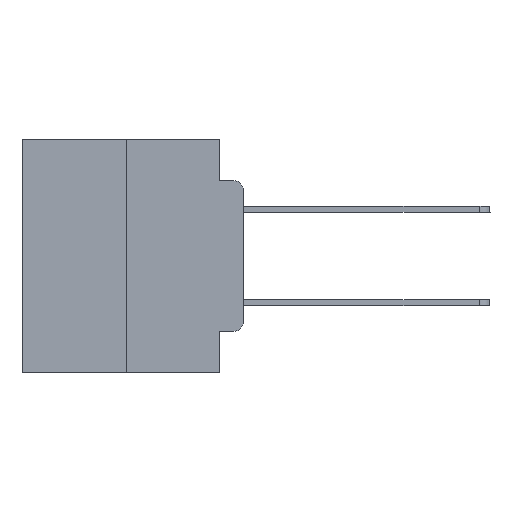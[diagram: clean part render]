
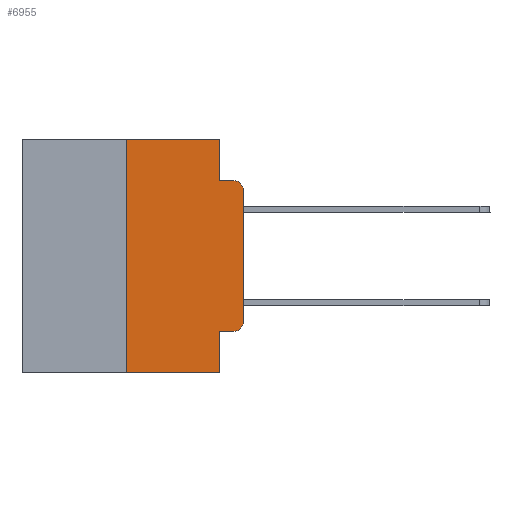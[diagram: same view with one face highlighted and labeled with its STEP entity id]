
A CAD part, left-side view. The second image highlights one B-rep face of the part: STEP entity #6955.
In plain terms, the highlighted planar face has unit normal (-1, 0, 0).
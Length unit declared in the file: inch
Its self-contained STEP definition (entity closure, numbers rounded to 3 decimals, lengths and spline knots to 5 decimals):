
#443 = EDGE_CURVE ( 'NONE', #20399, #11277, #1141, .T. ) ;
#562 = DIRECTION ( 'NONE',  ( -1., 0., 0. ) ) ;
#670 = LINE ( 'NONE', #1756, #22179 ) ;
#869 = ORIENTED_EDGE ( 'NONE', *, *, #443, .F. ) ;
#1141 = LINE ( 'NONE', #9127, #12192 ) ;
#1756 = CARTESIAN_POINT ( 'NONE',  ( 0., 0.051, -0.4115 ) ) ;
#1987 = EDGE_CURVE ( 'NONE', #10990, #10459, #8866, .T. ) ;
#2335 = ORIENTED_EDGE ( 'NONE', *, *, #7927, .T. ) ;
#2390 = CARTESIAN_POINT ( 'NONE',  ( 0., 0.473, -0.5 ) ) ;
#2881 = CARTESIAN_POINT ( 'NONE',  ( 0., 0.473, 0. ) ) ;
#3200 = DIRECTION ( 'NONE',  ( 0., 0., 1. ) ) ;
#3375 = DIRECTION ( 'NONE',  ( 0., 0., 1. ) ) ;
#3734 = DIRECTION ( 'NONE',  ( 0., -1., 0. ) ) ;
#3809 = VECTOR ( 'NONE', #3200, 39.37008 ) ;
#4590 = VERTEX_POINT ( 'NONE', #20816 ) ;
#4715 = DIRECTION ( 'NONE',  ( 0., 0., -1. ) ) ;
#4733 = AXIS2_PLACEMENT_3D ( 'NONE', #25538, #562, #4715 ) ;
#5284 = ORIENTED_EDGE ( 'NONE', *, *, #8525, .F. ) ;
#5803 = ORIENTED_EDGE ( 'NONE', *, *, #1987, .F. ) ;
#6955 = ADVANCED_FACE ( 'NONE', ( #10717 ), #13267, .F. ) ;
#7168 = DIRECTION ( 'NONE',  ( 0., 0., -1. ) ) ;
#7363 = ORIENTED_EDGE ( 'NONE', *, *, #17004, .T. ) ;
#7574 = CARTESIAN_POINT ( 'NONE',  ( 0., 0.02, -0.4115 ) ) ;
#7927 = EDGE_CURVE ( 'NONE', #4590, #25527, #9389, .T. ) ;
#8525 = EDGE_CURVE ( 'NONE', #10634, #21879, #12928, .T. ) ;
#8866 = LINE ( 'NONE', #21035, #9206 ) ;
#8965 = LINE ( 'NONE', #18236, #12223 ) ;
#9127 = CARTESIAN_POINT ( 'NONE',  ( 0., 0.25, 0. ) ) ;
#9206 = VECTOR ( 'NONE', #20858, 39.37008 ) ;
#9389 = LINE ( 'NONE', #15700, #3809 ) ;
#9490 = LINE ( 'NONE', #2390, #12093 ) ;
#9970 = CARTESIAN_POINT ( 'NONE',  ( 0., 0.02, -0.0885 ) ) ;
#10459 = VERTEX_POINT ( 'NONE', #12053 ) ;
#10634 = VERTEX_POINT ( 'NONE', #23809 ) ;
#10637 = EDGE_CURVE ( 'NONE', #25527, #10887, #22944, .T. ) ;
#10717 = FACE_OUTER_BOUND ( 'NONE', #20213, .T. ) ;
#10887 = VERTEX_POINT ( 'NONE', #9970 ) ;
#10990 = VERTEX_POINT ( 'NONE', #18478 ) ;
#11203 = ORIENTED_EDGE ( 'NONE', *, *, #23859, .F. ) ;
#11277 = VERTEX_POINT ( 'NONE', #24253 ) ;
#12053 = CARTESIAN_POINT ( 'NONE',  ( 0., 0.051, -0.0885 ) ) ;
#12093 = VECTOR ( 'NONE', #14770, 39.37008 ) ;
#12192 = VECTOR ( 'NONE', #3375, 39.37008 ) ;
#12223 = VECTOR ( 'NONE', #18059, 39.37008 ) ;
#12820 = VECTOR ( 'NONE', #15086, 39.37008 ) ;
#12928 = LINE ( 'NONE', #24404, #15215 ) ;
#13228 = DIRECTION ( 'NONE',  ( -1., 0., 0. ) ) ;
#13267 = PLANE ( 'NONE',  #19388 ) ;
#13825 = ORIENTED_EDGE ( 'NONE', *, *, #10637, .T. ) ;
#14770 = DIRECTION ( 'NONE',  ( 0., -1., 0. ) ) ;
#14777 = CARTESIAN_POINT ( 'NONE',  ( 0., 0.25, -0.5 ) ) ;
#15086 = DIRECTION ( 'NONE',  ( 0., -1., 0. ) ) ;
#15215 = VECTOR ( 'NONE', #18121, 39.37008 ) ;
#15244 = CARTESIAN_POINT ( 'NONE',  ( 0., 0.02, -0.3915 ) ) ;
#15700 = CARTESIAN_POINT ( 'NONE',  ( 0., 0., 0. ) ) ;
#16156 = EDGE_CURVE ( 'NONE', #20399, #21879, #9490, .T. ) ;
#17004 = EDGE_CURVE ( 'NONE', #10634, #20685, #670, .T. ) ;
#17745 = LINE ( 'NONE', #2881, #12820 ) ;
#18059 = DIRECTION ( 'NONE',  ( 0., -1., 0. ) ) ;
#18121 = DIRECTION ( 'NONE',  ( 0., 0., -1. ) ) ;
#18236 = CARTESIAN_POINT ( 'NONE',  ( 0., 0.051, -0.0885 ) ) ;
#18478 = CARTESIAN_POINT ( 'NONE',  ( 0., 0.051, 0. ) ) ;
#18821 = EDGE_CURVE ( 'NONE', #20685, #4590, #19299, .T. ) ;
#19299 = CIRCLE ( 'NONE', #22737, 0.02 ) ;
#19388 = AXIS2_PLACEMENT_3D ( 'NONE', #21493, #21669, #7168 ) ;
#20017 = ORIENTED_EDGE ( 'NONE', *, *, #16156, .T. ) ;
#20213 = EDGE_LOOP ( 'NONE', ( #2335, #13825, #23159, #5803, #11203, #869, #20017, #5284, #7363, #22869 ) ) ;
#20399 = VERTEX_POINT ( 'NONE', #14777 ) ;
#20503 = CARTESIAN_POINT ( 'NONE',  ( 0., 0., -0.1085 ) ) ;
#20685 = VERTEX_POINT ( 'NONE', #7574 ) ;
#20816 = CARTESIAN_POINT ( 'NONE',  ( 0., 0., -0.3915 ) ) ;
#20858 = DIRECTION ( 'NONE',  ( 0., 0., -1. ) ) ;
#21035 = CARTESIAN_POINT ( 'NONE',  ( 0., 0.051, 0. ) ) ;
#21493 = CARTESIAN_POINT ( 'NONE',  ( 0., 0.473, 0. ) ) ;
#21669 = DIRECTION ( 'NONE',  ( 1., 0., 0. ) ) ;
#21748 = CARTESIAN_POINT ( 'NONE',  ( 0., 0.051, -0.5 ) ) ;
#21879 = VERTEX_POINT ( 'NONE', #21748 ) ;
#22179 = VECTOR ( 'NONE', #3734, 39.37008 ) ;
#22562 = EDGE_CURVE ( 'NONE', #10459, #10887, #8965, .T. ) ;
#22737 = AXIS2_PLACEMENT_3D ( 'NONE', #15244, #13228, #25564 ) ;
#22869 = ORIENTED_EDGE ( 'NONE', *, *, #18821, .T. ) ;
#22944 = CIRCLE ( 'NONE', #4733, 0.02 ) ;
#23159 = ORIENTED_EDGE ( 'NONE', *, *, #22562, .F. ) ;
#23809 = CARTESIAN_POINT ( 'NONE',  ( 0., 0.051, -0.4115 ) ) ;
#23859 = EDGE_CURVE ( 'NONE', #11277, #10990, #17745, .T. ) ;
#24253 = CARTESIAN_POINT ( 'NONE',  ( 0., 0.25, 0. ) ) ;
#24404 = CARTESIAN_POINT ( 'NONE',  ( 0., 0.051, 0. ) ) ;
#25527 = VERTEX_POINT ( 'NONE', #20503 ) ;
#25538 = CARTESIAN_POINT ( 'NONE',  ( 0., 0.02, -0.1085 ) ) ;
#25564 = DIRECTION ( 'NONE',  ( 0., 0., -1. ) ) ;
